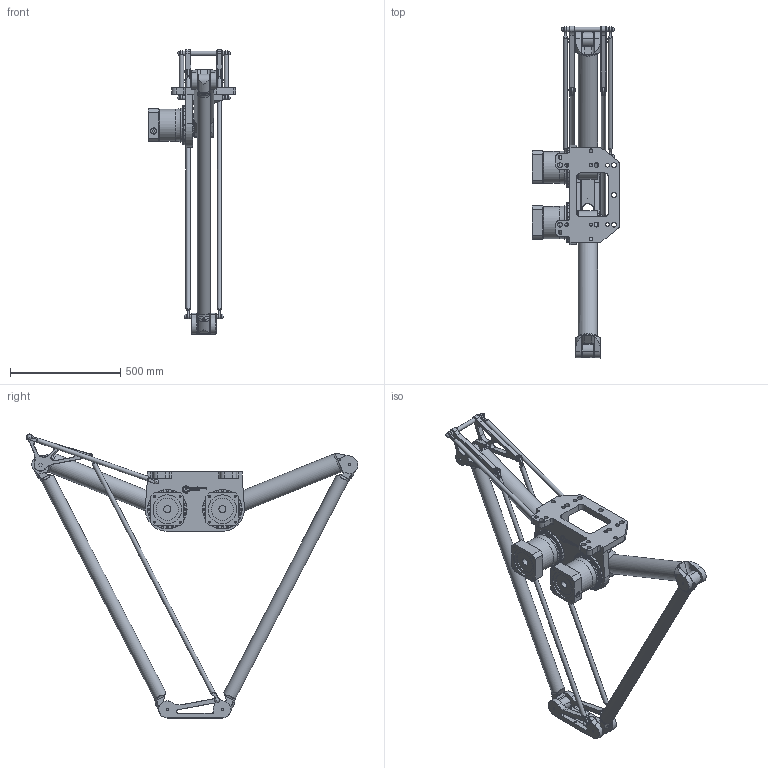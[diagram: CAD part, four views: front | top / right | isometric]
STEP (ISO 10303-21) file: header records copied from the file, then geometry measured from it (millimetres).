
FILE_DESCRIPTION(/* description */ (''),/* implementation_level */ '2;1');
FILE_NAME(/* name */ '3D-model_A_00910.stp',/* time_stamp */ '2022-02-21T11:22:33+01:00',/* author */ ('michael.schutter'),/* organization */ ('Majatronic'),/* preprocessor_version */ 'ST-DEVELOPER v16.5',/* originating_system */ 'Autodesk Inventor 2017',/* authorisation */ '');
FILE_SCHEMA (('AUTOMOTIVE_DESIGN { 1 0 10303 214 3 1 1 }'));
Length unit declared in the file: millimetre
Products named in the file (11): MT_BGR00021625MT_BGR; MT_BGR00021624MT_BGR; MT_WST00068482MT_WST; MT_WST00068559MT_WST; MT_WST00063616MT_WST; MT_WST00068484MT_WST; MT_WST00068485MT_WST; MT_WST00068483MT_WST; MT_WST00063602MT_WST; MT_WST00068486MT_WST; MT_WST00068487MT_WST
Assembly tree (14 placements, depth 3):
  MT_BGR00021625MT_BGR
    MT_BGR00021624MT_BGR
      MT_WST00068482MT_WST
      MT_WST00068559MT_WST  x2
    MT_WST00063616MT_WST
    MT_WST00068483MT_WST  x2
    MT_WST00068484MT_WST
    MT_WST00068485MT_WST
    MT_WST00068486MT_WST  x2
    MT_WST00063602MT_WST
    MT_WST00068487MT_WST  x2
Bounding box: 395.5 x 1505.47 x 1288.49 mm (x, y, z)
Volume: 30961443.1 mm3; surface area: 2421729.4 mm2
Topology: 13 solids, 17 shells, 2047 faces, 4895 edges, 3155 vertices
Faces by surface type: plane 937, cylinder 708, cone 288, torus 84, bspline 24, sphere 6
Full cylindrical faces by diameter (mm): 4.917 x14, 6 x48, 6.6 x48, 8 x4, 8.376 x38, 9.8 x1, 10 x109, 12 x5, 15 x4, 17.294 x8, 18 x16, 20 x17, 22 x7, 25 x2, 26 x2, 28 x2, 32 x10, 50 x3, 52 x1, 60 x2, 72 x1, 88 x2, 100 x6, 105 x2, 128.588 x2, 130 x2, 140 x4, 146 x2, 147.4 x2, 152 x4
Entity records: 52710 total; most frequent: CARTESIAN_POINT 12788, DIRECTION 8372, ORIENTED_EDGE 7060, EDGE_CURVE 3530, AXIS2_PLACEMENT_3D 3255, EDGE_LOOP 2521, VERTEX_POINT 2507, LINE 1862
